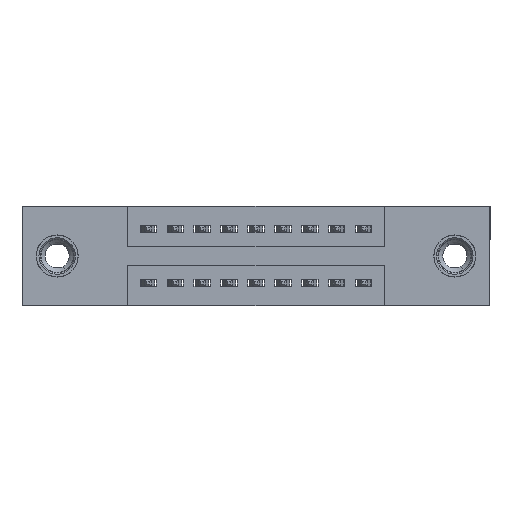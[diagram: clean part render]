
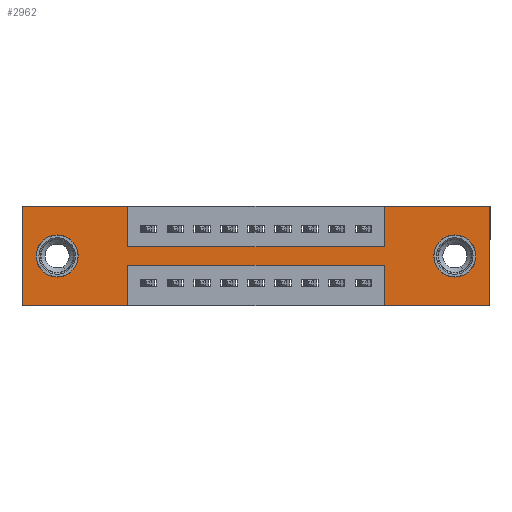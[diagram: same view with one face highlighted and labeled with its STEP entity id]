
A CAD part, front view. The second image highlights one B-rep face of the part: STEP entity #2962.
In plain terms, the highlighted planar face has unit normal (0, -1, 0).
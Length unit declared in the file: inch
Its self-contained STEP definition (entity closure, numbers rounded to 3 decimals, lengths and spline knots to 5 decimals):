
#102 = AXIS2_PLACEMENT_3D ( 'NONE', #516, #14437, #9429 ) ;
#211 = VERTEX_POINT ( 'NONE', #400 ) ;
#213 = CARTESIAN_POINT ( 'NONE',  ( 1.735, 0., 0. ) ) ;
#387 = AXIS2_PLACEMENT_3D ( 'NONE', #2876, #11696, #4206 ) ;
#400 = CARTESIAN_POINT ( 'NONE',  ( 1.605, 0., -0.107 ) ) ;
#423 = ORIENTED_EDGE ( 'NONE', *, *, #2746, .T. ) ;
#442 = LINE ( 'NONE', #8163, #15982 ) ;
#462 = DIRECTION ( 'NONE',  ( 0., 0., 1. ) ) ;
#516 = CARTESIAN_POINT ( 'NONE',  ( 1.605, 0., -0.185 ) ) ;
#680 = EDGE_CURVE ( 'NONE', #13676, #8577, #2728, .T. ) ;
#800 = VERTEX_POINT ( 'NONE', #4795 ) ;
#851 = VECTOR ( 'NONE', #12801, 39.37008 ) ;
#1265 = DIRECTION ( 'NONE',  ( 0., 0., -1. ) ) ;
#1279 = ORIENTED_EDGE ( 'NONE', *, *, #10109, .F. ) ;
#1441 = EDGE_LOOP ( 'NONE', ( #4366, #13675, #1893, #5749, #9885, #10262, #3968, #1279, #15777, #12356, #15598, #9507 ) ) ;
#1452 = CARTESIAN_POINT ( 'NONE',  ( 0.3925, 0., 0. ) ) ;
#1577 = EDGE_LOOP ( 'NONE', ( #7101, #10818 ) ) ;
#1616 = CARTESIAN_POINT ( 'NONE',  ( 0., 0., 0. ) ) ;
#1640 = CARTESIAN_POINT ( 'NONE',  ( 0., 0., -0.37 ) ) ;
#1683 = EDGE_CURVE ( 'NONE', #10466, #9513, #7300, .T. ) ;
#1714 = EDGE_CURVE ( 'NONE', #7614, #211, #9468, .T. ) ;
#1852 = VECTOR ( 'NONE', #6693, 39.37008 ) ;
#1893 = ORIENTED_EDGE ( 'NONE', *, *, #4338, .F. ) ;
#2119 = VERTEX_POINT ( 'NONE', #3373 ) ;
#2139 = LINE ( 'NONE', #2552, #11833 ) ;
#2186 = EDGE_CURVE ( 'NONE', #12587, #6546, #13053, .T. ) ;
#2391 = CARTESIAN_POINT ( 'NONE',  ( 0.3925, 0., -0.37 ) ) ;
#2437 = CARTESIAN_POINT ( 'NONE',  ( 1.3425, 0., 0. ) ) ;
#2501 = CARTESIAN_POINT ( 'NONE',  ( 1.735, 0., -0.37 ) ) ;
#2552 = CARTESIAN_POINT ( 'NONE',  ( 0.3925, 0., -0.22 ) ) ;
#2728 = LINE ( 'NONE', #8544, #15592 ) ;
#2746 = EDGE_CURVE ( 'NONE', #6510, #800, #12292, .T. ) ;
#2870 = FACE_BOUND ( 'NONE', #1577, .T. ) ;
#2876 = CARTESIAN_POINT ( 'NONE',  ( 0.13, 0., -0.185 ) ) ;
#2962 = ADVANCED_FACE ( 'NONE', ( #2870, #6681, #9625 ), #10478, .T. ) ;
#2964 = VERTEX_POINT ( 'NONE', #9237 ) ;
#3140 = CIRCLE ( 'NONE', #387, 0.078 ) ;
#3215 = CARTESIAN_POINT ( 'NONE',  ( 0., 0., -0.37 ) ) ;
#3373 = CARTESIAN_POINT ( 'NONE',  ( 0.3925, 0., 0. ) ) ;
#3507 = VECTOR ( 'NONE', #8589, 39.37008 ) ;
#3968 = ORIENTED_EDGE ( 'NONE', *, *, #14681, .F. ) ;
#3980 = VECTOR ( 'NONE', #16045, 39.37008 ) ;
#4206 = DIRECTION ( 'NONE',  ( 0., 0., 1. ) ) ;
#4235 = CARTESIAN_POINT ( 'NONE',  ( 0., 0., 0. ) ) ;
#4338 = EDGE_CURVE ( 'NONE', #6546, #12108, #8600, .T. ) ;
#4366 = ORIENTED_EDGE ( 'NONE', *, *, #680, .F. ) ;
#4393 = LINE ( 'NONE', #14810, #3980 ) ;
#4599 = DIRECTION ( 'NONE',  ( 0., 1., 0. ) ) ;
#4795 = CARTESIAN_POINT ( 'NONE',  ( 0.13, 0., -0.107 ) ) ;
#4807 = EDGE_LOOP ( 'NONE', ( #8292, #423 ) ) ;
#5245 = VECTOR ( 'NONE', #462, 39.37008 ) ;
#5337 = CARTESIAN_POINT ( 'NONE',  ( 0.3925, 0., -0.22 ) ) ;
#5365 = CIRCLE ( 'NONE', #7451, 0.078 ) ;
#5474 = DIRECTION ( 'NONE',  ( 0., 0., -1. ) ) ;
#5749 = ORIENTED_EDGE ( 'NONE', *, *, #2186, .F. ) ;
#6049 = VECTOR ( 'NONE', #12623, 39.37008 ) ;
#6114 = CARTESIAN_POINT ( 'NONE',  ( 0., 0., 0. ) ) ;
#6151 = DIRECTION ( 'NONE',  ( 0., 0., 1. ) ) ;
#6262 = EDGE_CURVE ( 'NONE', #7481, #16041, #9401, .T. ) ;
#6510 = VERTEX_POINT ( 'NONE', #11910 ) ;
#6546 = VERTEX_POINT ( 'NONE', #13148 ) ;
#6681 = FACE_BOUND ( 'NONE', #4807, .T. ) ;
#6693 = DIRECTION ( 'NONE',  ( 0., 0., -1. ) ) ;
#6782 = VERTEX_POINT ( 'NONE', #16086 ) ;
#6923 = CARTESIAN_POINT ( 'NONE',  ( 1.3425, 0., -0.37 ) ) ;
#7101 = ORIENTED_EDGE ( 'NONE', *, *, #9684, .T. ) ;
#7136 = CARTESIAN_POINT ( 'NONE',  ( 0.13, 0., -0.185 ) ) ;
#7300 = LINE ( 'NONE', #6114, #15949 ) ;
#7451 = AXIS2_PLACEMENT_3D ( 'NONE', #12060, #4599, #13255 ) ;
#7481 = VERTEX_POINT ( 'NONE', #2437 ) ;
#7582 = EDGE_CURVE ( 'NONE', #9513, #2119, #12243, .T. ) ;
#7614 = VERTEX_POINT ( 'NONE', #8085 ) ;
#7650 = DIRECTION ( 'NONE',  ( -1., 0., 0. ) ) ;
#7975 = CARTESIAN_POINT ( 'NONE',  ( 0., 0., -0.37 ) ) ;
#8085 = CARTESIAN_POINT ( 'NONE',  ( 1.605, 0., -0.263 ) ) ;
#8163 = CARTESIAN_POINT ( 'NONE',  ( 0.3925, 0., -0.15 ) ) ;
#8167 = CARTESIAN_POINT ( 'NONE',  ( 1.735, 0., 0. ) ) ;
#8292 = ORIENTED_EDGE ( 'NONE', *, *, #15933, .T. ) ;
#8415 = DIRECTION ( 'NONE',  ( 0., 0., 1. ) ) ;
#8544 = CARTESIAN_POINT ( 'NONE',  ( 0.3925, 0., -0.37 ) ) ;
#8577 = VERTEX_POINT ( 'NONE', #2391 ) ;
#8589 = DIRECTION ( 'NONE',  ( -1., 0., 0. ) ) ;
#8595 = VECTOR ( 'NONE', #11719, 39.37008 ) ;
#8600 = LINE ( 'NONE', #6923, #5245 ) ;
#8655 = LINE ( 'NONE', #213, #1852 ) ;
#8950 = CARTESIAN_POINT ( 'NONE',  ( 0., 0., 0. ) ) ;
#9237 = CARTESIAN_POINT ( 'NONE',  ( 1.3425, 0., -0.15 ) ) ;
#9401 = LINE ( 'NONE', #8950, #6049 ) ;
#9429 = DIRECTION ( 'NONE',  ( 0., 0., -1. ) ) ;
#9468 = CIRCLE ( 'NONE', #102, 0.078 ) ;
#9501 = AXIS2_PLACEMENT_3D ( 'NONE', #7975, #12902, #5474 ) ;
#9507 = ORIENTED_EDGE ( 'NONE', *, *, #16119, .F. ) ;
#9513 = VERTEX_POINT ( 'NONE', #1616 ) ;
#9592 = DIRECTION ( 'NONE',  ( -1., 0., 0. ) ) ;
#9625 = FACE_OUTER_BOUND ( 'NONE', #1441, .T. ) ;
#9684 = EDGE_CURVE ( 'NONE', #211, #7614, #5365, .T. ) ;
#9885 = ORIENTED_EDGE ( 'NONE', *, *, #11577, .F. ) ;
#10109 = EDGE_CURVE ( 'NONE', #6782, #2964, #442, .T. ) ;
#10262 = ORIENTED_EDGE ( 'NONE', *, *, #6262, .F. ) ;
#10461 = VECTOR ( 'NONE', #9592, 39.37008 ) ;
#10466 = VERTEX_POINT ( 'NONE', #1640 ) ;
#10478 = PLANE ( 'NONE',  #9501 ) ;
#10648 = LINE ( 'NONE', #1452, #851 ) ;
#10658 = DIRECTION ( 'NONE',  ( 1., 0., 0. ) ) ;
#10818 = ORIENTED_EDGE ( 'NONE', *, *, #1714, .T. ) ;
#11577 = EDGE_CURVE ( 'NONE', #16041, #12587, #8655, .T. ) ;
#11696 = DIRECTION ( 'NONE',  ( 0., 1., 0. ) ) ;
#11719 = DIRECTION ( 'NONE',  ( 1., 0., 0. ) ) ;
#11833 = VECTOR ( 'NONE', #7650, 39.37008 ) ;
#11910 = CARTESIAN_POINT ( 'NONE',  ( 0.13, 0., -0.263 ) ) ;
#12060 = CARTESIAN_POINT ( 'NONE',  ( 1.605, 0., -0.185 ) ) ;
#12108 = VERTEX_POINT ( 'NONE', #13944 ) ;
#12243 = LINE ( 'NONE', #4235, #8595 ) ;
#12292 = CIRCLE ( 'NONE', #14684, 0.078 ) ;
#12356 = ORIENTED_EDGE ( 'NONE', *, *, #7582, .F. ) ;
#12587 = VERTEX_POINT ( 'NONE', #2501 ) ;
#12623 = DIRECTION ( 'NONE',  ( 1., 0., 0. ) ) ;
#12801 = DIRECTION ( 'NONE',  ( 0., 0., -1. ) ) ;
#12902 = DIRECTION ( 'NONE',  ( 0., -1., 0. ) ) ;
#13053 = LINE ( 'NONE', #15918, #3507 ) ;
#13148 = CARTESIAN_POINT ( 'NONE',  ( 1.3425, 0., -0.37 ) ) ;
#13255 = DIRECTION ( 'NONE',  ( 0., 0., -1. ) ) ;
#13675 = ORIENTED_EDGE ( 'NONE', *, *, #14074, .F. ) ;
#13676 = VERTEX_POINT ( 'NONE', #5337 ) ;
#13679 = LINE ( 'NONE', #3215, #10461 ) ;
#13944 = CARTESIAN_POINT ( 'NONE',  ( 1.3425, 0., -0.22 ) ) ;
#14074 = EDGE_CURVE ( 'NONE', #12108, #13676, #2139, .T. ) ;
#14437 = DIRECTION ( 'NONE',  ( 0., 1., 0. ) ) ;
#14681 = EDGE_CURVE ( 'NONE', #2964, #7481, #4393, .T. ) ;
#14684 = AXIS2_PLACEMENT_3D ( 'NONE', #7136, #15732, #8415 ) ;
#14810 = CARTESIAN_POINT ( 'NONE',  ( 1.3425, 0., 0. ) ) ;
#15592 = VECTOR ( 'NONE', #1265, 39.37008 ) ;
#15598 = ORIENTED_EDGE ( 'NONE', *, *, #1683, .F. ) ;
#15732 = DIRECTION ( 'NONE',  ( 0., 1., 0. ) ) ;
#15777 = ORIENTED_EDGE ( 'NONE', *, *, #15864, .F. ) ;
#15864 = EDGE_CURVE ( 'NONE', #2119, #6782, #10648, .T. ) ;
#15918 = CARTESIAN_POINT ( 'NONE',  ( 0., 0., -0.37 ) ) ;
#15933 = EDGE_CURVE ( 'NONE', #800, #6510, #3140, .T. ) ;
#15949 = VECTOR ( 'NONE', #6151, 39.37008 ) ;
#15982 = VECTOR ( 'NONE', #10658, 39.37008 ) ;
#16041 = VERTEX_POINT ( 'NONE', #8167 ) ;
#16045 = DIRECTION ( 'NONE',  ( 0., 0., 1. ) ) ;
#16086 = CARTESIAN_POINT ( 'NONE',  ( 0.3925, 0., -0.15 ) ) ;
#16119 = EDGE_CURVE ( 'NONE', #8577, #10466, #13679, .T. ) ;
